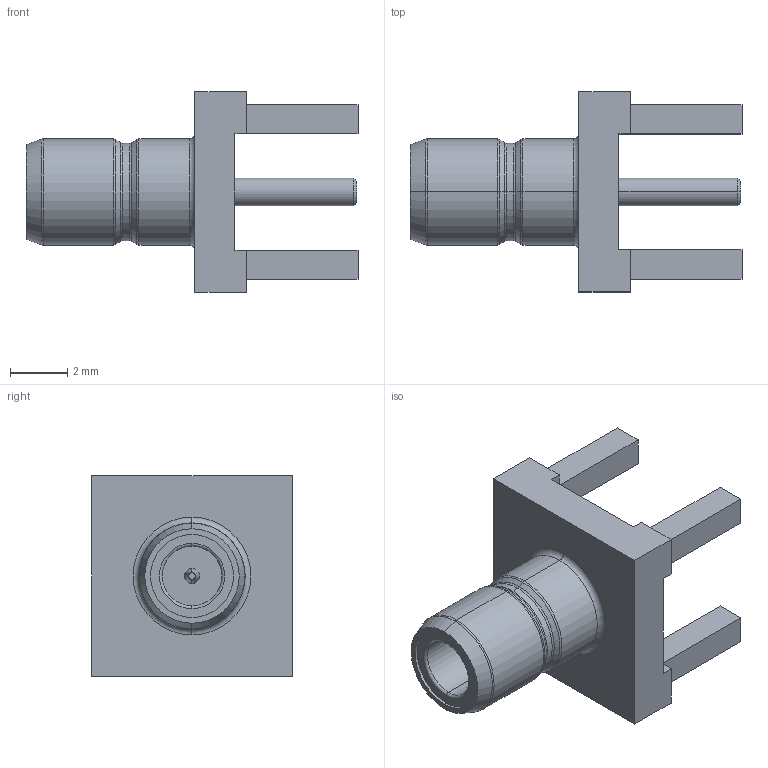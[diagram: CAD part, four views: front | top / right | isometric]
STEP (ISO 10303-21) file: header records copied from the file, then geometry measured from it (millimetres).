
FILE_DESCRIPTION (( 'STEP AP214' ), '1' );
FILE_NAME ('ÑÖÍÊ.434521.046ÑÁ_Âèëêà+äëÿ ïîòðåáèòåëÿ.STEP', '2018-12-04T08:19:57', ( 'User' ), ( '' ), 'SwSTEP 2.0', 'SolidWorks 2016', '' );
FILE_SCHEMA (( 'AUTOMOTIVE_DESIGN' ));
Length unit declared in the file: millimetre
Products named in the file (1): ÑÖÍÊ.434521.046ÑÁ_Âèëêà+äëÿ ïîòðåáèòåëÿ
Bounding box: 11.6 x 7 x 7 mm (x, y, z)
Volume: 140.2 mm3; surface area: 317.4 mm2
Topology: 1 solids, 1 shells, 79 faces, 182 edges, 112 vertices
Faces by surface type: plane 37, cylinder 16, torus 14, cone 12
Entity records: 3114 total; most frequent: DIRECTION 412, CARTESIAN_POINT 374, ORIENTED_EDGE 364, EDGE_CURVE 182, AXIS2_PLACEMENT_3D 150, VERTEX_POINT 112, LINE 112, VECTOR 112
